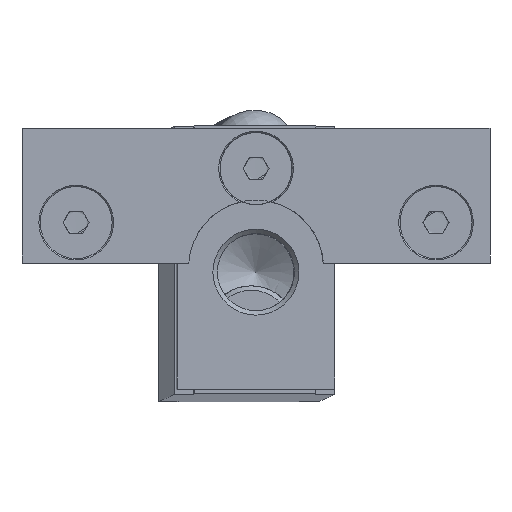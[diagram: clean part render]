
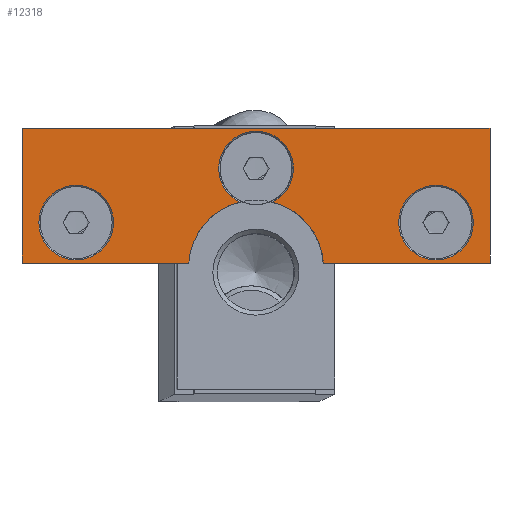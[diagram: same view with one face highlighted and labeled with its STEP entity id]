
A CAD part, top view. The second image highlights one B-rep face of the part: STEP entity #12318.
In plain terms, the highlighted planar face has unit normal (0.004, 0, 1).
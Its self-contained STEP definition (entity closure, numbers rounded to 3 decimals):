
#376=FACE_BOUND('',#2963,.T.);
#377=FACE_BOUND('',#2964,.T.);
#617=PLANE('',#13552);
#979=LINE('',#21144,#1493);
#980=LINE('',#21146,#1494);
#981=LINE('',#21148,#1495);
#982=LINE('',#21150,#1496);
#983=LINE('',#21151,#1497);
#1493=VECTOR('',#16292,10.);
#1494=VECTOR('',#16293,10.);
#1495=VECTOR('',#16294,10.);
#1496=VECTOR('',#16295,10.);
#1497=VECTOR('',#16296,10.);
#2312=FACE_OUTER_BOUND('',#2962,.T.);
#2962=EDGE_LOOP('',(#9191,#9192,#9193,#9194,#9195,#9196,#9197,#9198));
#2963=EDGE_LOOP('',(#9199));
#2964=EDGE_LOOP('',(#9200));
#3920=CIRCLE('',#13519,7.5);
#3922=CIRCLE('',#13521,7.5);
#3936=CIRCLE('',#13551,4.15);
#3937=CIRCLE('',#13553,4.15);
#3938=CIRCLE('',#13554,4.15);
#5130=VERTEX_POINT('',#21009);
#5131=VERTEX_POINT('',#21014);
#5134=VERTEX_POINT('',#21020);
#5135=VERTEX_POINT('',#21022);
#5171=VERTEX_POINT('',#21138);
#5172=VERTEX_POINT('',#21143);
#5173=VERTEX_POINT('',#21145);
#5174=VERTEX_POINT('',#21147);
#5175=VERTEX_POINT('',#21149);
#5176=VERTEX_POINT('',#21152);
#6669=EDGE_CURVE('',#5131,#5130,#3920,.T.);
#6673=EDGE_CURVE('',#5135,#5134,#3922,.T.);
#6720=EDGE_CURVE('',#5171,#5171,#3936,.T.);
#6722=EDGE_CURVE('',#5135,#5130,#3937,.T.);
#6723=EDGE_CURVE('',#5134,#5172,#979,.T.);
#6724=EDGE_CURVE('',#5172,#5173,#980,.T.);
#6725=EDGE_CURVE('',#5173,#5174,#981,.T.);
#6726=EDGE_CURVE('',#5174,#5175,#982,.T.);
#6727=EDGE_CURVE('',#5175,#5131,#983,.T.);
#6728=EDGE_CURVE('',#5176,#5176,#3938,.T.);
#9191=ORIENTED_EDGE('',*,*,#6722,.F.);
#9192=ORIENTED_EDGE('',*,*,#6673,.T.);
#9193=ORIENTED_EDGE('',*,*,#6723,.T.);
#9194=ORIENTED_EDGE('',*,*,#6724,.T.);
#9195=ORIENTED_EDGE('',*,*,#6725,.T.);
#9196=ORIENTED_EDGE('',*,*,#6726,.T.);
#9197=ORIENTED_EDGE('',*,*,#6727,.T.);
#9198=ORIENTED_EDGE('',*,*,#6669,.T.);
#9199=ORIENTED_EDGE('',*,*,#6728,.F.);
#9200=ORIENTED_EDGE('',*,*,#6720,.F.);
#12318=ADVANCED_FACE('',(#2312,#376,#377),#617,.T.);
#13519=AXIS2_PLACEMENT_3D('',#21015,#16194,#16195);
#13521=AXIS2_PLACEMENT_3D('',#21023,#16200,#16201);
#13551=AXIS2_PLACEMENT_3D('',#21139,#16285,#16286);
#13552=AXIS2_PLACEMENT_3D('',#21141,#16288,#16289);
#13553=AXIS2_PLACEMENT_3D('',#21142,#16290,#16291);
#13554=AXIS2_PLACEMENT_3D('',#21153,#16297,#16298);
#16194=DIRECTION('center_axis',(-0.004,0.,
-1.));
#16195=DIRECTION('ref_axis',(0.998,0.067,-0.004));
#16200=DIRECTION('center_axis',(-0.004,0.,
-1.));
#16201=DIRECTION('ref_axis',(0.998,0.067,-0.004));
#16285=DIRECTION('center_axis',(0.004,0.,
1.));
#16286=DIRECTION('ref_axis',(-1.,0.,0.004));
#16288=DIRECTION('center_axis',(0.004,0.,
1.));
#16289=DIRECTION('ref_axis',(1.,0.,-0.004));
#16290=DIRECTION('center_axis',(0.004,0.,
1.));
#16291=DIRECTION('ref_axis',(-1.,0.,0.004));
#16292=DIRECTION('',(1.,0.,-0.004));
#16293=DIRECTION('',(0.,1.,0.));
#16294=DIRECTION('',(-1.,0.,0.004));
#16295=DIRECTION('',(0.,-1.,0.));
#16296=DIRECTION('',(1.,0.,-0.004));
#16297=DIRECTION('center_axis',(0.004,0.,
1.));
#16298=DIRECTION('ref_axis',(-1.,0.,0.004));
#21009=CARTESIAN_POINT('',(-26.905,14.87,170.577));
#21014=CARTESIAN_POINT('',(-32.561,8.096,170.599));
#21015=CARTESIAN_POINT('Origin',(-25.077,7.596,170.57));
#21020=CARTESIAN_POINT('',(-17.594,8.096,170.542));
#21022=CARTESIAN_POINT('',(-23.25,14.87,170.563));
#21023=CARTESIAN_POINT('Origin',(-25.077,7.596,170.57));
#21138=CARTESIAN_POINT('',(-0.927,12.596,170.479));
#21139=CARTESIAN_POINT('Origin',(-5.077,12.596,170.495));
#21141=CARTESIAN_POINT('Origin',(-25.077,16.045,170.57));
#21142=CARTESIAN_POINT('Origin',(-25.077,18.596,170.57));
#21143=CARTESIAN_POINT('',(0.923,8.096,170.472));
#21144=CARTESIAN_POINT('',(0.923,8.096,170.472));
#21145=CARTESIAN_POINT('',(0.923,23.096,170.472));
#21146=CARTESIAN_POINT('',(0.923,23.096,170.472));
#21147=CARTESIAN_POINT('',(-51.077,23.096,170.669));
#21148=CARTESIAN_POINT('',(-51.077,23.096,170.669));
#21149=CARTESIAN_POINT('',(-51.077,8.096,170.669));
#21150=CARTESIAN_POINT('',(-51.077,8.096,170.669));
#21151=CARTESIAN_POINT('',(-32.561,8.096,170.599));
#21152=CARTESIAN_POINT('',(-40.927,12.596,170.63));
#21153=CARTESIAN_POINT('Origin',(-45.077,12.596,170.646));
